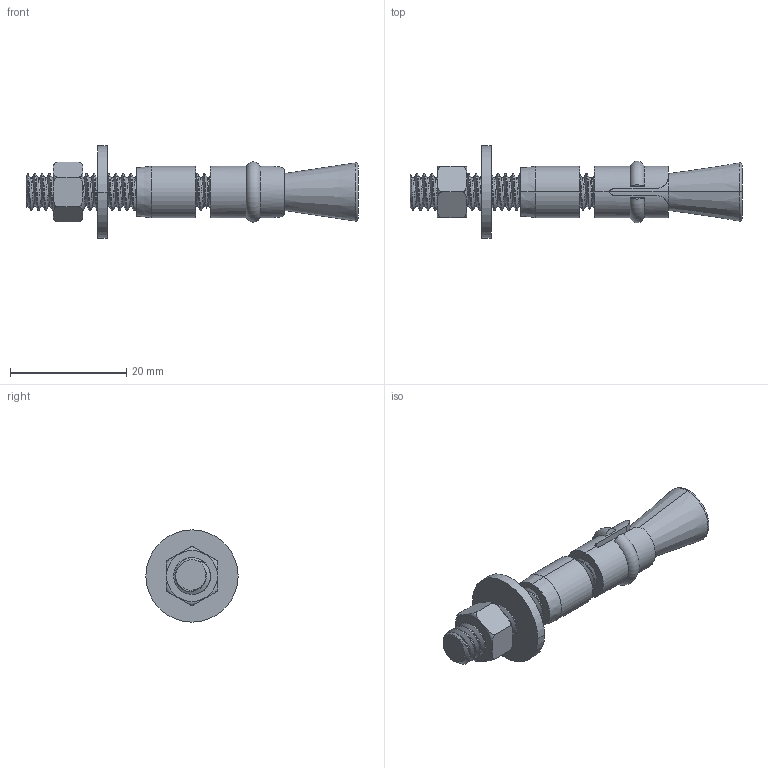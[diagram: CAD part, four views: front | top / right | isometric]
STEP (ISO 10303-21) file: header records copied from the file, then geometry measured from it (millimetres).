
FILE_DESCRIPTION (( 'STEP AP203' ), '1' );
FILE_NAME ('B009EARG2W.3D.STEP', '2013-10-26T12:35:47', ( 'usher' ), ( '' ), 'SwSTEP 2.0', 'SolidWorks 2012', '' );
FILE_SCHEMA (( 'CONFIG_CONTROL_DESIGN' ));
Length unit declared in the file: inch
Products named in the file (1): B009EARG2W.3D
Bounding box: 57.15 x 15.88 x 15.88 mm (x, y, z)
Volume: 3135.7 mm3; surface area: 2398.8 mm2
Topology: 1 solids, 1 shells, 102 faces, 259 edges, 166 vertices
Faces by surface type: cylinder 48, plane 25, torus 12, bspline 9, cone 8
Entity records: 14072 total; most frequent: CARTESIAN_POINT 11824, ORIENTED_EDGE 518, DIRECTION 390, EDGE_CURVE 259, VERTEX_POINT 166, AXIS2_PLACEMENT_3D 163, EDGE_LOOP 111, FACE_OUTER_BOUND 102
